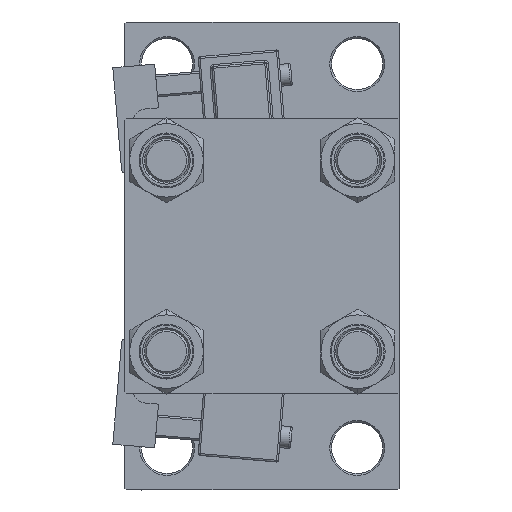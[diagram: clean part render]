
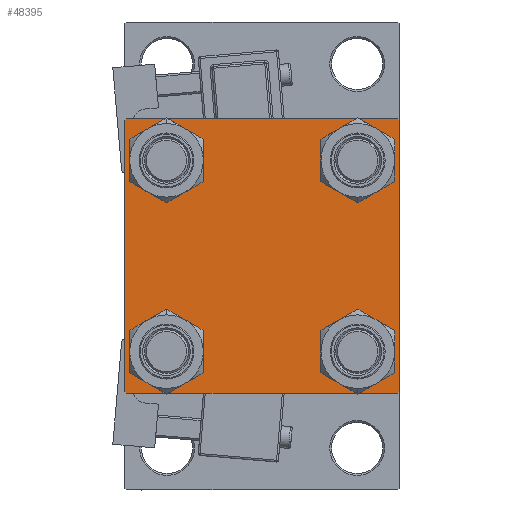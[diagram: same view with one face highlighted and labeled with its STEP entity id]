
A CAD part, left-side view. The second image highlights one B-rep face of the part: STEP entity #48395.
In plain terms, the highlighted planar face has unit normal (-1, 0, 0).
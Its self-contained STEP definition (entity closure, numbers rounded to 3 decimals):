
#77 = EDGE_CURVE ( 'NONE', #2112, #13977, #25456, .T. ) ;
#424 = FACE_BOUND ( 'NONE', #14804, .T. ) ;
#1031 = ORIENTED_EDGE ( 'NONE', *, *, #29012, .T. ) ;
#1243 = AXIS2_PLACEMENT_3D ( 'NONE', #44072, #32600, #36597 ) ;
#2112 = VERTEX_POINT ( 'NONE', #7054 ) ;
#2292 = ORIENTED_EDGE ( 'NONE', *, *, #35506, .T. ) ;
#2427 = EDGE_CURVE ( 'NONE', #21505, #38642, #37501, .T. ) ;
#2625 = CARTESIAN_POINT ( 'NONE',  ( 0., -26.15, -32.65 ) ) ;
#2678 = VERTEX_POINT ( 'NONE', #21690 ) ;
#3372 = CARTESIAN_POINT ( 'NONE',  ( 0., 37.5, 37.5 ) ) ;
#3601 = CIRCLE ( 'NONE', #19584, 6.5 ) ;
#3680 = DIRECTION ( 'NONE',  ( -1., 0., 0. ) ) ;
#3858 = VERTEX_POINT ( 'NONE', #16676 ) ;
#4340 = EDGE_LOOP ( 'NONE', ( #27229, #20315 ) ) ;
#4867 = DIRECTION ( 'NONE',  ( 0., 0., 1. ) ) ;
#5376 = CARTESIAN_POINT ( 'NONE',  ( 0., -37.5, -37. ) ) ;
#5794 = CARTESIAN_POINT ( 'NONE',  ( 0., -26.15, 19.65 ) ) ;
#6253 = CARTESIAN_POINT ( 'NONE',  ( 0., 26.15, -19.65 ) ) ;
#6501 = VERTEX_POINT ( 'NONE', #49297 ) ;
#6542 = EDGE_CURVE ( 'NONE', #2678, #15771, #31747, .T. ) ;
#7054 = CARTESIAN_POINT ( 'NONE',  ( 0., -37.5, 37. ) ) ;
#7108 = ORIENTED_EDGE ( 'NONE', *, *, #6542, .T. ) ;
#8187 = CARTESIAN_POINT ( 'NONE',  ( 0., 26.15, 32.65 ) ) ;
#9282 = CIRCLE ( 'NONE', #34858, 6.5 ) ;
#9407 = LINE ( 'NONE', #44141, #33066 ) ;
#9412 = CARTESIAN_POINT ( 'NONE',  ( 0., -26.15, 32.65 ) ) ;
#9830 = DIRECTION ( 'NONE',  ( 0., -0.707, 0.707 ) ) ;
#9939 = DIRECTION ( 'NONE',  ( 0., 0., 1. ) ) ;
#10250 = FACE_BOUND ( 'NONE', #15713, .T. ) ;
#10500 = DIRECTION ( 'NONE',  ( 0., -0.707, -0.707 ) ) ;
#10591 = ORIENTED_EDGE ( 'NONE', *, *, #29641, .F. ) ;
#10686 = CIRCLE ( 'NONE', #46602, 6.5 ) ;
#11102 = ORIENTED_EDGE ( 'NONE', *, *, #29238, .T. ) ;
#12318 = CIRCLE ( 'NONE', #31493, 6.5 ) ;
#12757 = CARTESIAN_POINT ( 'NONE',  ( 0., 37.5, -37.5 ) ) ;
#13810 = EDGE_CURVE ( 'NONE', #38642, #3858, #21227, .T. ) ;
#13977 = VERTEX_POINT ( 'NONE', #5376 ) ;
#14212 = DIRECTION ( 'NONE',  ( 0., 0., 1. ) ) ;
#14804 = EDGE_LOOP ( 'NONE', ( #11102, #41105 ) ) ;
#15067 = DIRECTION ( 'NONE',  ( 0., 0.707, 0.707 ) ) ;
#15419 = FACE_OUTER_BOUND ( 'NONE', #42282, .T. ) ;
#15713 = EDGE_LOOP ( 'NONE', ( #15896, #7108 ) ) ;
#15771 = VERTEX_POINT ( 'NONE', #6253 ) ;
#15896 = ORIENTED_EDGE ( 'NONE', *, *, #28725, .T. ) ;
#16491 = DIRECTION ( 'NONE',  ( 1., 0., 0. ) ) ;
#16676 = CARTESIAN_POINT ( 'NONE',  ( 0., -37., -37.5 ) ) ;
#18582 = CARTESIAN_POINT ( 'NONE',  ( 0., 26.15, -26.15 ) ) ;
#19584 = AXIS2_PLACEMENT_3D ( 'NONE', #43576, #39103, #4867 ) ;
#19687 = DIRECTION ( 'NONE',  ( 0., 0., 1. ) ) ;
#20265 = ORIENTED_EDGE ( 'NONE', *, *, #36417, .T. ) ;
#20315 = ORIENTED_EDGE ( 'NONE', *, *, #40391, .T. ) ;
#20705 = CARTESIAN_POINT ( 'NONE',  ( 0., 26.15, 26.15 ) ) ;
#21088 = LINE ( 'NONE', #43831, #30035 ) ;
#21227 = LINE ( 'NONE', #12757, #45493 ) ;
#21430 = VERTEX_POINT ( 'NONE', #8187 ) ;
#21505 = VERTEX_POINT ( 'NONE', #46916 ) ;
#21690 = CARTESIAN_POINT ( 'NONE',  ( 0., 26.15, -32.65 ) ) ;
#21883 = CARTESIAN_POINT ( 'NONE',  ( 0., 37., -37.5 ) ) ;
#21994 = CARTESIAN_POINT ( 'NONE',  ( 0., 37.25, -37.25 ) ) ;
#22115 = VERTEX_POINT ( 'NONE', #5794 ) ;
#22791 = VECTOR ( 'NONE', #29961, 1000. ) ;
#23154 = ORIENTED_EDGE ( 'NONE', *, *, #44590, .T. ) ;
#23376 = ORIENTED_EDGE ( 'NONE', *, *, #13810, .T. ) ;
#24566 = VECTOR ( 'NONE', #49097, 1000. ) ;
#24590 = DIRECTION ( 'NONE',  ( 0., 0., 1. ) ) ;
#24675 = DIRECTION ( 'NONE',  ( 0., 0.707, -0.707 ) ) ;
#25456 = LINE ( 'NONE', #40448, #45993 ) ;
#25510 = FACE_BOUND ( 'NONE', #4340, .T. ) ;
#25725 = VERTEX_POINT ( 'NONE', #41757 ) ;
#26211 = DIRECTION ( 'NONE',  ( 1., 0., 0. ) ) ;
#26213 = AXIS2_PLACEMENT_3D ( 'NONE', #49171, #26211, #14212 ) ;
#26441 = FACE_BOUND ( 'NONE', #48321, .T. ) ;
#26975 = VECTOR ( 'NONE', #10500, 1000. ) ;
#27092 = ORIENTED_EDGE ( 'NONE', *, *, #36906, .T. ) ;
#27229 = ORIENTED_EDGE ( 'NONE', *, *, #34703, .T. ) ;
#27656 = ORIENTED_EDGE ( 'NONE', *, *, #77, .F. ) ;
#28554 = ORIENTED_EDGE ( 'NONE', *, *, #48728, .T. ) ;
#28725 = EDGE_CURVE ( 'NONE', #15771, #2678, #3601, .T. ) ;
#29012 = EDGE_CURVE ( 'NONE', #2112, #30843, #38307, .T. ) ;
#29238 = EDGE_CURVE ( 'NONE', #47180, #22115, #42624, .T. ) ;
#29641 = EDGE_CURVE ( 'NONE', #6501, #30843, #30712, .T. ) ;
#29961 = DIRECTION ( 'NONE',  ( 0., -1., 0. ) ) ;
#30035 = VECTOR ( 'NONE', #9830, 1000. ) ;
#30712 = LINE ( 'NONE', #48931, #22791 ) ;
#30843 = VERTEX_POINT ( 'NONE', #44088 ) ;
#31428 = CARTESIAN_POINT ( 'NONE',  ( 0., -26.15, 26.15 ) ) ;
#31493 = AXIS2_PLACEMENT_3D ( 'NONE', #20705, #36698, #9939 ) ;
#31550 = DIRECTION ( 'NONE',  ( 0., 0., 1. ) ) ;
#31747 = CIRCLE ( 'NONE', #44494, 6.5 ) ;
#31750 = DIRECTION ( 'NONE',  ( 0., 0., 1. ) ) ;
#32578 = CARTESIAN_POINT ( 'NONE',  ( 0., -26.15, -19.65 ) ) ;
#32600 = DIRECTION ( 'NONE',  ( 1., 0., 0. ) ) ;
#33066 = VECTOR ( 'NONE', #24675, 1000. ) ;
#33154 = VECTOR ( 'NONE', #15067, 1000. ) ;
#33824 = DIRECTION ( 'NONE',  ( 1., 0., 0. ) ) ;
#33857 = ORIENTED_EDGE ( 'NONE', *, *, #2427, .T. ) ;
#34021 = VERTEX_POINT ( 'NONE', #32578 ) ;
#34065 = CARTESIAN_POINT ( 'NONE',  ( 0., -37.25, 37.25 ) ) ;
#34703 = EDGE_CURVE ( 'NONE', #21430, #25725, #9282, .T. ) ;
#34749 = AXIS2_PLACEMENT_3D ( 'NONE', #31428, #45919, #19687 ) ;
#34858 = AXIS2_PLACEMENT_3D ( 'NONE', #42838, #39339, #24590 ) ;
#34966 = AXIS2_PLACEMENT_3D ( 'NONE', #37918, #3680, #37000 ) ;
#35493 = CARTESIAN_POINT ( 'NONE',  ( 0., -26.15, -26.15 ) ) ;
#35506 = EDGE_CURVE ( 'NONE', #37834, #34021, #39751, .T. ) ;
#36417 = EDGE_CURVE ( 'NONE', #34021, #37834, #10686, .T. ) ;
#36597 = DIRECTION ( 'NONE',  ( 0., 0., 1. ) ) ;
#36698 = DIRECTION ( 'NONE',  ( 1., 0., 0. ) ) ;
#36906 = EDGE_CURVE ( 'NONE', #6501, #48257, #9407, .T. ) ;
#37000 = DIRECTION ( 'NONE',  ( 0., 0., 1. ) ) ;
#37501 = LINE ( 'NONE', #21994, #26975 ) ;
#37622 = LINE ( 'NONE', #3372, #24566 ) ;
#37834 = VERTEX_POINT ( 'NONE', #2625 ) ;
#37918 = CARTESIAN_POINT ( 'NONE',  ( 0., 0., 0. ) ) ;
#38307 = LINE ( 'NONE', #34065, #33154 ) ;
#38642 = VERTEX_POINT ( 'NONE', #21883 ) ;
#39103 = DIRECTION ( 'NONE',  ( 1., 0., 0. ) ) ;
#39248 = DIRECTION ( 'NONE',  ( 0., -1., 0. ) ) ;
#39339 = DIRECTION ( 'NONE',  ( 1., 0., 0. ) ) ;
#39751 = CIRCLE ( 'NONE', #26213, 6.5 ) ;
#40391 = EDGE_CURVE ( 'NONE', #25725, #21430, #12318, .T. ) ;
#40448 = CARTESIAN_POINT ( 'NONE',  ( 0., -37.5, 37.5 ) ) ;
#40746 = PLANE ( 'NONE',  #34966 ) ;
#41105 = ORIENTED_EDGE ( 'NONE', *, *, #42299, .T. ) ;
#41757 = CARTESIAN_POINT ( 'NONE',  ( 0., 26.15, 19.65 ) ) ;
#42282 = EDGE_LOOP ( 'NONE', ( #28554, #33857, #23376, #23154, #27656, #1031, #10591, #27092 ) ) ;
#42299 = EDGE_CURVE ( 'NONE', #22115, #47180, #46702, .T. ) ;
#42624 = CIRCLE ( 'NONE', #1243, 6.5 ) ;
#42838 = CARTESIAN_POINT ( 'NONE',  ( 0., 26.15, 26.15 ) ) ;
#43576 = CARTESIAN_POINT ( 'NONE',  ( 0., 26.15, -26.15 ) ) ;
#43831 = CARTESIAN_POINT ( 'NONE',  ( 0., -37.25, -37.25 ) ) ;
#44072 = CARTESIAN_POINT ( 'NONE',  ( 0., -26.15, 26.15 ) ) ;
#44088 = CARTESIAN_POINT ( 'NONE',  ( 0., -37., 37.5 ) ) ;
#44141 = CARTESIAN_POINT ( 'NONE',  ( 0., 37.25, 37.25 ) ) ;
#44184 = DIRECTION ( 'NONE',  ( 0., 0., -1. ) ) ;
#44494 = AXIS2_PLACEMENT_3D ( 'NONE', #18582, #33824, #31550 ) ;
#44590 = EDGE_CURVE ( 'NONE', #3858, #13977, #21088, .T. ) ;
#45493 = VECTOR ( 'NONE', #39248, 1000. ) ;
#45919 = DIRECTION ( 'NONE',  ( 1., 0., 0. ) ) ;
#45993 = VECTOR ( 'NONE', #44184, 1000. ) ;
#46602 = AXIS2_PLACEMENT_3D ( 'NONE', #35493, #16491, #31750 ) ;
#46702 = CIRCLE ( 'NONE', #34749, 6.5 ) ;
#46916 = CARTESIAN_POINT ( 'NONE',  ( 0., 37.5, -37. ) ) ;
#46995 = CARTESIAN_POINT ( 'NONE',  ( 0., 37.5, 37. ) ) ;
#47180 = VERTEX_POINT ( 'NONE', #9412 ) ;
#48257 = VERTEX_POINT ( 'NONE', #46995 ) ;
#48321 = EDGE_LOOP ( 'NONE', ( #20265, #2292 ) ) ;
#48395 = ADVANCED_FACE ( 'NONE', ( #424, #26441, #10250, #25510, #15419 ), #40746, .T. ) ;
#48728 = EDGE_CURVE ( 'NONE', #48257, #21505, #37622, .T. ) ;
#48931 = CARTESIAN_POINT ( 'NONE',  ( 0., 37.5, 37.5 ) ) ;
#49097 = DIRECTION ( 'NONE',  ( 0., 0., -1. ) ) ;
#49171 = CARTESIAN_POINT ( 'NONE',  ( 0., -26.15, -26.15 ) ) ;
#49297 = CARTESIAN_POINT ( 'NONE',  ( 0., 37., 37.5 ) ) ;
